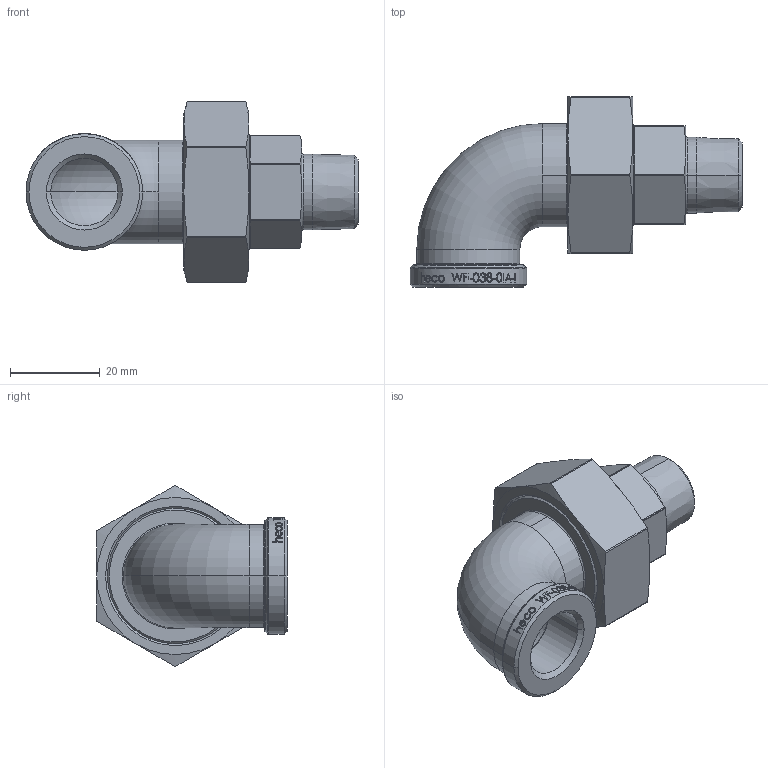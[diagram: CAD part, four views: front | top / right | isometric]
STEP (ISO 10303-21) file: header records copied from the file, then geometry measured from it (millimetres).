
FILE_DESCRIPTION (( 'STEP AP214' ), '1' );
FILE_NAME ('WF-038-0IA-I 1709.STEP', '2017-09-28T13:20:28', ( '' ), ( '' ), 'SwSTEP 2.0', 'SolidWorks 2016', '' );
FILE_SCHEMA (( 'AUTOMOTIVE_DESIGN' ));
Length unit declared in the file: millimetre
Products named in the file (1): WF-038-0IA-I 1709
Bounding box: 74 x 42.5 x 40.32 mm (x, y, z)
Volume: 24647.1 mm3; surface area: 12429.7 mm2
Topology: 1 solids, 1 shells, 317 faces, 785 edges, 503 vertices
Faces by surface type: bspline 101, cylinder 78, plane 78, cone 34, torus 26
Entity records: 21477 total; most frequent: CARTESIAN_POINT 12946, ORIENTED_EDGE 1570, DIRECTION 1048, EDGE_CURVE 785, VERTEX_POINT 503, AXIS2_PLACEMENT_3D 440, B_SPLINE_CURVE_WITH_KNOTS 358, EDGE_LOOP 352
